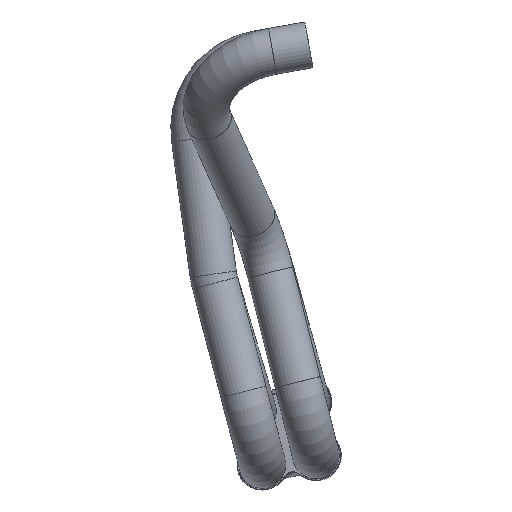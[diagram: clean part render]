
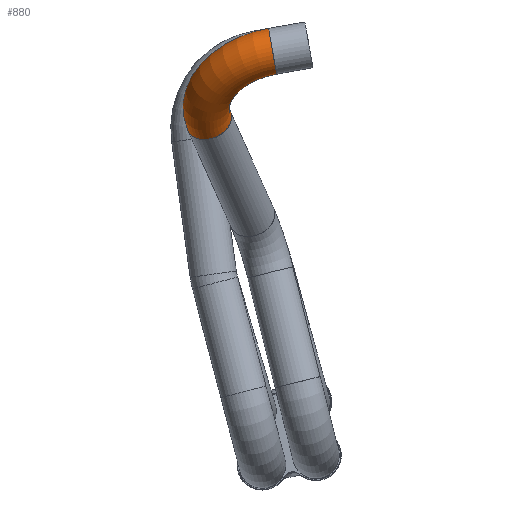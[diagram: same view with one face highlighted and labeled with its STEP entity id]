
A CAD part, front view. The second image highlights one B-rep face of the part: STEP entity #880.
In plain terms, the highlighted toroidal (fillet/blend) face has major radius 61.913 mm and minor radius 19.038 mm.
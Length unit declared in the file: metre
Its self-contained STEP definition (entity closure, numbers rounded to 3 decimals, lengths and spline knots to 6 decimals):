
#215=TOROIDAL_SURFACE('',#1393,0.061913,0.019038);
#260=FACE_OUTER_BOUND('',#297,.T.);
#297=EDGE_LOOP('',(#693,#694,#695,#696));
#377=CIRCLE('',#1394,0.019038);
#378=CIRCLE('',#1395,0.042875);
#379=CIRCLE('',#1396,0.019038);
#449=VERTEX_POINT('',#1957);
#450=VERTEX_POINT('',#1959);
#553=EDGE_CURVE('',#449,#449,#377,.T.);
#554=EDGE_CURVE('',#449,#450,#378,.T.);
#555=EDGE_CURVE('',#450,#450,#379,.T.);
#693=ORIENTED_EDGE('',*,*,#553,.T.);
#694=ORIENTED_EDGE('',*,*,#554,.T.);
#695=ORIENTED_EDGE('',*,*,#555,.F.);
#696=ORIENTED_EDGE('',*,*,#554,.F.);
#880=ADVANCED_FACE('',(#260),#215,.F.);
#1393=AXIS2_PLACEMENT_3D('',#1956,#1598,#1599);
#1394=AXIS2_PLACEMENT_3D('',#1958,#1600,#1601);
#1395=AXIS2_PLACEMENT_3D('',#1960,#1602,#1603);
#1396=AXIS2_PLACEMENT_3D('',#1961,#1604,#1605);
#1598=DIRECTION('center_axis',(0.131,-0.657,-0.742));
#1599=DIRECTION('ref_axis',(-0.825,-0.488,0.286));
#1600=DIRECTION('center_axis',(0.985,0.,0.174));
#1601=DIRECTION('ref_axis',(0.,1.,0.));
#1602=DIRECTION('center_axis',(0.131,-0.657,-0.742));
#1603=DIRECTION('ref_axis',(-0.825,-0.488,0.286));
#1604=DIRECTION('center_axis',(-0.273,-0.744,0.61));
#1605=DIRECTION('ref_axis',(0.632,0.339,0.697));
#1956=CARTESIAN_POINT('Origin',(-0.252143,-0.454481,0.147986));
#1957=CARTESIAN_POINT('',(-0.257035,-0.486804,0.175726));
#1958=CARTESIAN_POINT('Origin',(-0.259207,-0.501156,0.188044));
#1959=CARTESIAN_POINT('',(-0.293005,-0.449211,0.136117));
#1960=CARTESIAN_POINT('Origin',(-0.252143,-0.454481,0.147986));
#1961=CARTESIAN_POINT('Origin',(-0.311148,-0.446871,0.130848));
